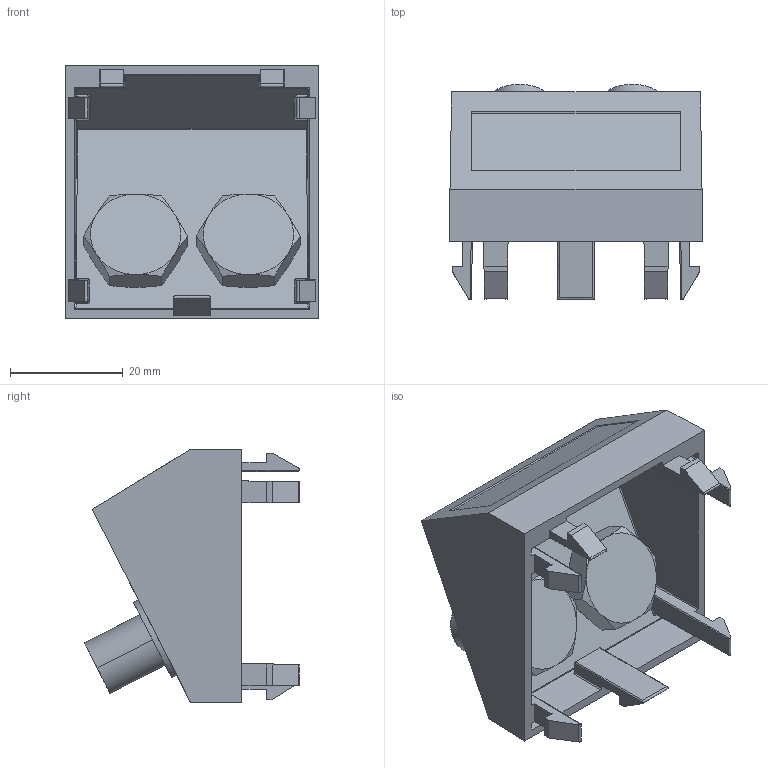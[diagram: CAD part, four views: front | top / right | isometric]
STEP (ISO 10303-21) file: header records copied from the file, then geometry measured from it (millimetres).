
FILE_DESCRIPTION(/* description */ (''),/* implementation_level */ '2;1');
FILE_NAME(/* name */ '6105102',/* time_stamp */ '2016-04-27T09:41:19+02:00',/* author */ (''),/* organization */ (''),/* preprocessor_version */ 'ST-DEVELOPER v15',/* originating_system */ '',/* authorisation */ '');
FILE_SCHEMA (('CONFIG_CONTROL_DESIGN'));
Length unit declared in the file: millimetre
Products named in the file (2): Document; 6105102
Assembly tree (1 placements, depth 2):
  Document
    6105102
Bounding box: 45 x 38.14 x 45 mm (x, y, z)
Volume: 11843.1 mm3; surface area: 13821.2 mm2
Topology: 3 solids, 3 shells, 243 faces, 592 edges, 362 vertices
Faces by surface type: bspline 140, plane 103
Entity records: 9057 total; most frequent: CARTESIAN_POINT 5413, ORIENTED_EDGE 1172, EDGE_CURVE 586, VERTEX_POINT 362, B_SPLINE_CURVE_WITH_KNOTS 264, EDGE_LOOP 260, ADVANCED_FACE 243, FACE_OUTER_BOUND 243
